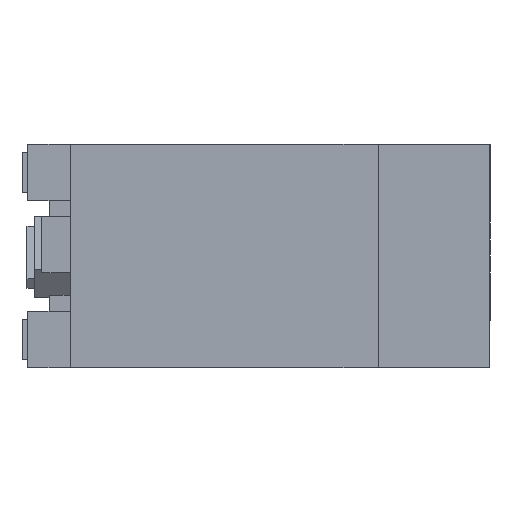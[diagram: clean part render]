
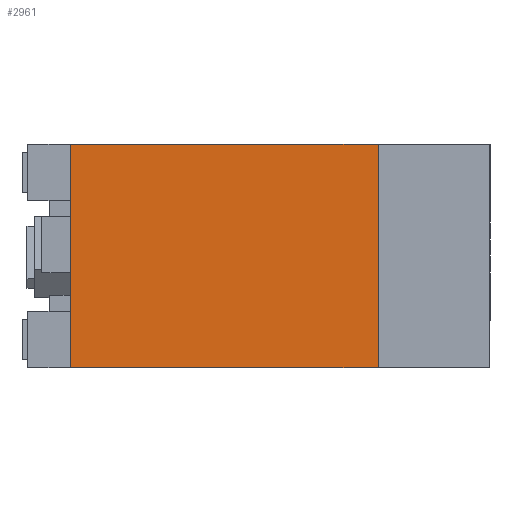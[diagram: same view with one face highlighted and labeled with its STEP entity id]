
A CAD part, left-side view. The second image highlights one B-rep face of the part: STEP entity #2961.
In plain terms, the highlighted planar face has unit normal (-1, 0, 0).
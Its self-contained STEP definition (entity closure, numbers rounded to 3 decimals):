
#455 = CARTESIAN_POINT ( 'NONE',  ( 4., 7.5, 4. ) ) ;
#457 = DIRECTION ( 'NONE',  ( 0., 1., 0. ) ) ;
#458 = VECTOR ( 'NONE', #457, 1000. ) ;
#459 = CARTESIAN_POINT ( 'NONE',  ( 4., 2., 4. ) ) ;
#460 = LINE ( 'NONE', #459, #458 ) ;
#463 = VECTOR ( 'NONE', #478, 1000. ) ;
#464 = CARTESIAN_POINT ( 'NONE',  ( 4., 2., 0. ) ) ;
#465 = LINE ( 'NONE', #464, #463 ) ;
#466 = LINE ( 'NONE', #497, #496 ) ;
#478 = DIRECTION ( 'NONE',  ( 0., 1., 0. ) ) ;
#479 = LINE ( 'NONE', #484, #483 ) ;
#482 = DIRECTION ( 'NONE',  ( 0., 0., 1. ) ) ;
#483 = VECTOR ( 'NONE', #482, 1000. ) ;
#484 = CARTESIAN_POINT ( 'NONE',  ( 4., 7.5, 0. ) ) ;
#485 = CARTESIAN_POINT ( 'NONE',  ( 4., 7.5, 0. ) ) ;
#486 = CARTESIAN_POINT ( 'NONE',  ( 4., 2., 4. ) ) ;
#495 = CARTESIAN_POINT ( 'NONE',  ( 4., 2., 0. ) ) ;
#496 = VECTOR ( 'NONE', #499, 1000. ) ;
#497 = CARTESIAN_POINT ( 'NONE',  ( 4., 2., 0. ) ) ;
#499 = DIRECTION ( 'NONE',  ( 0., 0., -1. ) ) ;
#510 = FACE_OUTER_BOUND ( 'NONE', #2957, .T. ) ;
#518 = DIRECTION ( 'NONE',  ( 1., 0., 0. ) ) ;
#519 = CARTESIAN_POINT ( 'NONE',  ( 4., 2., 0. ) ) ;
#520 = AXIS2_PLACEMENT_3D ( 'NONE', #519, #518, #521 ) ;
#521 = DIRECTION ( 'NONE',  ( 0., 0., -1. ) ) ;
#536 = PLANE ( 'NONE',  #520 ) ;
#2938 = VERTEX_POINT ( 'NONE', #455 ) ;
#2939 = EDGE_CURVE ( 'NONE', #2947, #2938, #460, .T. ) ;
#2940 = VERTEX_POINT ( 'NONE', #495 ) ;
#2944 = ORIENTED_EDGE ( 'NONE', *, *, #2945, .F. ) ;
#2945 = EDGE_CURVE ( 'NONE', #2948, #2938, #479, .T. ) ;
#2946 = ORIENTED_EDGE ( 'NONE', *, *, #2939, .T. ) ;
#2947 = VERTEX_POINT ( 'NONE', #486 ) ;
#2948 = VERTEX_POINT ( 'NONE', #485 ) ;
#2949 = ORIENTED_EDGE ( 'NONE', *, *, #2950, .F. ) ;
#2950 = EDGE_CURVE ( 'NONE', #2947, #2940, #466, .T. ) ;
#2953 = ORIENTED_EDGE ( 'NONE', *, *, #2954, .F. ) ;
#2954 = EDGE_CURVE ( 'NONE', #2940, #2948, #465, .T. ) ;
#2957 = EDGE_LOOP ( 'NONE', ( #2944, #2953, #2949, #2946 ) ) ;
#2961 = ADVANCED_FACE ( 'NONE', ( #510 ), #536, .F. ) ;
